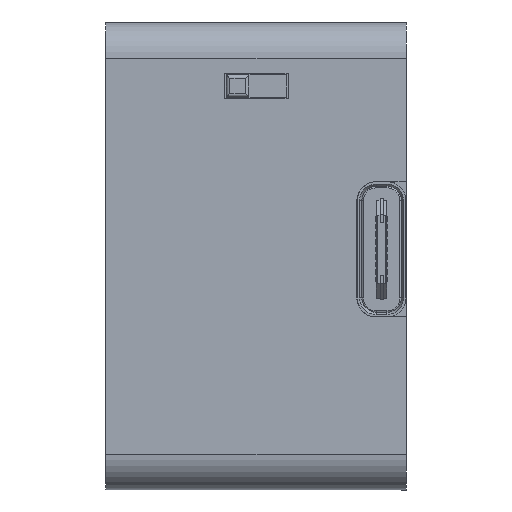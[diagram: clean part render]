
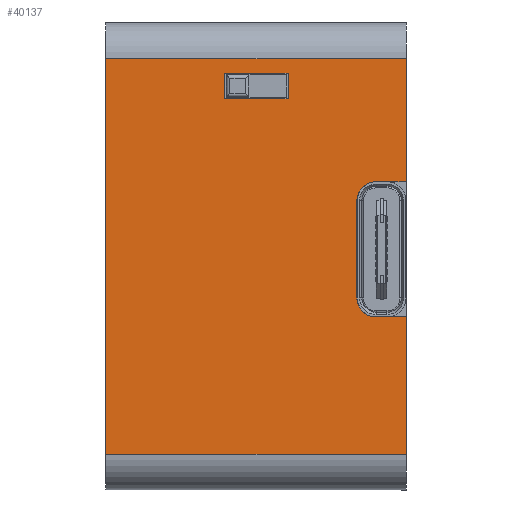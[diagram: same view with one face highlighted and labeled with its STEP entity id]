
A CAD part, left-side view. The second image highlights one B-rep face of the part: STEP entity #40137.
In plain terms, the highlighted planar face has unit normal (-1, 0, 0).
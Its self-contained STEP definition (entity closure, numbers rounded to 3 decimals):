
#1894=FACE_BOUND('',#7334,.T.);
#2583=CIRCLE('',#43122,1.25);
#2584=CIRCLE('',#43125,1.25);
#5051=FACE_OUTER_BOUND('',#7333,.T.);
#7333=EDGE_LOOP('',(#36027,#36028,#36029,#36030,#36031,#36032,#36033,#36034,
#36035,#36036));
#7334=EDGE_LOOP('',(#36037,#36038,#36039,#36040));
#11360=LINE('',#67447,#15570);
#11512=LINE('',#67791,#15722);
#11516=LINE('',#67801,#15726);
#11517=LINE('',#67804,#15727);
#11520=LINE('',#67810,#15730);
#11521=LINE('',#67811,#15731);
#11522=LINE('',#67813,#15732);
#11523=LINE('',#67814,#15733);
#11524=LINE('',#67817,#15734);
#11525=LINE('',#67819,#15735);
#11526=LINE('',#67821,#15736);
#11527=LINE('',#67822,#15737);
#15570=VECTOR('',#51963,10.);
#15722=VECTOR('',#52271,10.);
#15726=VECTOR('',#52281,10.);
#15727=VECTOR('',#52284,10.);
#15730=VECTOR('',#52289,10.);
#15731=VECTOR('',#52290,10.);
#15732=VECTOR('',#52291,10.);
#15733=VECTOR('',#52292,10.);
#15734=VECTOR('',#52293,10.);
#15735=VECTOR('',#52294,10.);
#15736=VECTOR('',#52295,10.);
#15737=VECTOR('',#52296,10.);
#19317=VERTEX_POINT('',#67444);
#19318=VERTEX_POINT('',#67446);
#19430=VERTEX_POINT('',#67783);
#19431=VERTEX_POINT('',#67785);
#19432=VERTEX_POINT('',#67789);
#19433=VERTEX_POINT('',#67793);
#19435=VERTEX_POINT('',#67799);
#19436=VERTEX_POINT('',#67803);
#19438=VERTEX_POINT('',#67809);
#19439=VERTEX_POINT('',#67812);
#19440=VERTEX_POINT('',#67815);
#19441=VERTEX_POINT('',#67816);
#19442=VERTEX_POINT('',#67818);
#19443=VERTEX_POINT('',#67820);
#24839=EDGE_CURVE('',#19317,#19318,#11360,.T.);
#25011=EDGE_CURVE('',#19430,#19431,#2583,.T.);
#25014=EDGE_CURVE('',#19430,#19432,#11512,.T.);
#25016=EDGE_CURVE('',#19433,#19432,#2584,.T.);
#25019=EDGE_CURVE('',#19433,#19435,#11516,.T.);
#25020=EDGE_CURVE('',#19436,#19431,#11517,.T.);
#25023=EDGE_CURVE('',#19438,#19435,#11520,.T.);
#25024=EDGE_CURVE('',#19318,#19438,#11521,.T.);
#25025=EDGE_CURVE('',#19439,#19317,#11522,.T.);
#25026=EDGE_CURVE('',#19436,#19439,#11523,.T.);
#25027=EDGE_CURVE('',#19440,#19441,#11524,.T.);
#25028=EDGE_CURVE('',#19441,#19442,#11525,.T.);
#25029=EDGE_CURVE('',#19442,#19443,#11526,.T.);
#25030=EDGE_CURVE('',#19443,#19440,#11527,.T.);
#36027=ORIENTED_EDGE('',*,*,#25020,.T.);
#36028=ORIENTED_EDGE('',*,*,#25011,.F.);
#36029=ORIENTED_EDGE('',*,*,#25014,.T.);
#36030=ORIENTED_EDGE('',*,*,#25016,.F.);
#36031=ORIENTED_EDGE('',*,*,#25019,.T.);
#36032=ORIENTED_EDGE('',*,*,#25023,.F.);
#36033=ORIENTED_EDGE('',*,*,#25024,.F.);
#36034=ORIENTED_EDGE('',*,*,#24839,.F.);
#36035=ORIENTED_EDGE('',*,*,#25025,.F.);
#36036=ORIENTED_EDGE('',*,*,#25026,.F.);
#36037=ORIENTED_EDGE('',*,*,#25027,.T.);
#36038=ORIENTED_EDGE('',*,*,#25028,.T.);
#36039=ORIENTED_EDGE('',*,*,#25029,.T.);
#36040=ORIENTED_EDGE('',*,*,#25030,.T.);
#38098=PLANE('',#43128);
#40137=ADVANCED_FACE('',(#5051,#1894),#38098,.T.);
#43122=AXIS2_PLACEMENT_3D('',#67786,#52265,#52266);
#43125=AXIS2_PLACEMENT_3D('',#67795,#52275,#52276);
#43128=AXIS2_PLACEMENT_3D('',#67808,#52287,#52288);
#51963=DIRECTION('',(0.,0.,1.));
#52265=DIRECTION('center_axis',(-1.,0.,0.));
#52266=DIRECTION('ref_axis',(0.,0.707,-0.707));
#52271=DIRECTION('',(0.,0.,1.));
#52275=DIRECTION('center_axis',(-1.,0.,0.));
#52276=DIRECTION('ref_axis',(0.,0.707,0.707));
#52281=DIRECTION('',(0.,-1.,0.));
#52284=DIRECTION('',(0.,1.,0.));
#52287=DIRECTION('center_axis',(-1.,0.,0.));
#52288=DIRECTION('ref_axis',(0.,0.,1.));
#52289=DIRECTION('',(0.,0.,-1.));
#52290=DIRECTION('',(0.,-1.,0.));
#52291=DIRECTION('',(0.,1.,0.));
#52292=DIRECTION('',(0.,0.,-1.));
#52293=DIRECTION('',(0.,0.,-1.));
#52294=DIRECTION('',(0.,1.,0.));
#52295=DIRECTION('',(0.,0.,1.));
#52296=DIRECTION('',(0.,-1.,0.));
#67444=CARTESIAN_POINT('',(-18.517,18.231,-12.639));
#67446=CARTESIAN_POINT('',(-18.517,18.231,13.524));
#67447=CARTESIAN_POINT('',(-18.517,18.231,-12.639));
#67783=CARTESIAN_POINT('',(-18.517,1.625,-2.314));
#67785=CARTESIAN_POINT('',(-18.517,0.375,-3.564));
#67786=CARTESIAN_POINT('Origin',(-18.517,0.375,-2.314));
#67789=CARTESIAN_POINT('',(-18.517,1.625,4.126));
#67791=CARTESIAN_POINT('',(-18.517,1.625,-8.167));
#67793=CARTESIAN_POINT('',(-18.517,0.375,5.376));
#67795=CARTESIAN_POINT('Origin',(-18.517,0.375,4.126));
#67799=CARTESIAN_POINT('',(-18.517,-1.63,5.376));
#67801=CARTESIAN_POINT('',(-18.517,0.525,5.376));
#67803=CARTESIAN_POINT('',(-18.517,-1.63,-3.564));
#67804=CARTESIAN_POINT('',(-18.517,0.17,-3.564));
#67808=CARTESIAN_POINT('Origin',(-18.517,1.101,-14.02));
#67809=CARTESIAN_POINT('',(-18.517,-1.63,13.524));
#67810=CARTESIAN_POINT('',(-18.517,-1.63,-7.01));
#67811=CARTESIAN_POINT('',(-18.517,1.101,13.524));
#67812=CARTESIAN_POINT('',(-18.517,-1.63,-12.639));
#67813=CARTESIAN_POINT('',(-18.517,1.101,-12.639));
#67814=CARTESIAN_POINT('',(-18.517,-1.63,-7.01));
#67815=CARTESIAN_POINT('',(-18.517,6.181,12.546));
#67816=CARTESIAN_POINT('',(-18.517,6.181,10.88));
#67817=CARTESIAN_POINT('',(-18.517,6.181,-1.528));
#67818=CARTESIAN_POINT('',(-18.517,10.405,10.88));
#67819=CARTESIAN_POINT('',(-18.517,4.933,10.88));
#67820=CARTESIAN_POINT('',(-18.517,10.405,12.546));
#67821=CARTESIAN_POINT('',(-18.517,10.405,-0.778));
#67822=CARTESIAN_POINT('',(-18.517,3.683,12.546));
